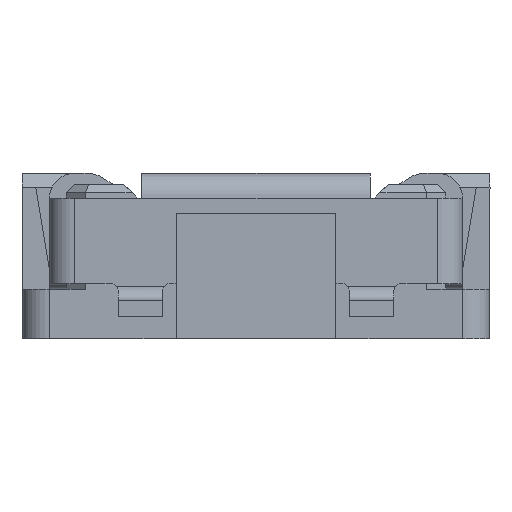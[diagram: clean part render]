
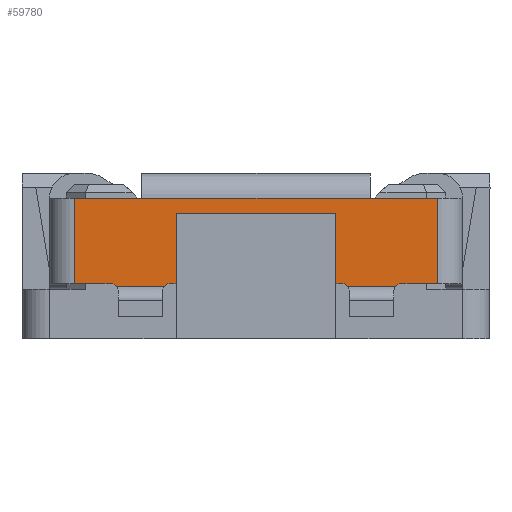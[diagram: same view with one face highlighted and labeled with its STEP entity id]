
A CAD part, left-side view. The second image highlights one B-rep face of the part: STEP entity #59780.
In plain terms, the highlighted face is planar.
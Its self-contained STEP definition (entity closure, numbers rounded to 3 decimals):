
#58230=CARTESIAN_POINT('',(3.205,-0.49,
4.015));
#58240=DIRECTION('',(0.,0.,1.));
#58250=DIRECTION('',(0.,1.,0.));
#58260=AXIS2_PLACEMENT_3D('',#58230,#58240,#58250);
#58270=PLANE('',#58260);
#58280=CARTESIAN_POINT('',(2.79,-0.445,
4.015));
#58290=DIRECTION('',(-1.,0.,0.));
#58300=VECTOR('',#58290,1.);
#58310=LINE('',#58280,#58300);
#58320=CARTESIAN_POINT('',(3.08,-0.445,
4.015));
#58330=VERTEX_POINT('',#58320);
#58340=CARTESIAN_POINT('',(2.5,-0.445,
4.015));
#58350=VERTEX_POINT('',#58340);
#58360=EDGE_CURVE('',#58330,#58350,#58310,.T.);
#58370=ORIENTED_EDGE('',*,*,#58360,.F.);
#58380=CARTESIAN_POINT('',(2.5,-0.3,4.015));
#58390=DIRECTION('',(0.,-1.,0.));
#58400=VECTOR('',#58390,1.);
#58410=LINE('',#58380,#58400);
#58420=CARTESIAN_POINT('',(2.5,-0.22,
4.015));
#58430=VERTEX_POINT('',#58420);
#58440=EDGE_CURVE('',#58430,#58350,#58410,.T.);
#58450=ORIENTED_EDGE('',*,*,#58440,.T.);
#58460=CARTESIAN_POINT('',(2.655,-0.22,
4.015));
#58470=DIRECTION('',(1.,0.,0.));
#58480=VECTOR('',#58470,1.);
#58490=LINE('',#58460,#58480);
#58500=CARTESIAN_POINT('',(2.48,-0.22,
4.015));
#58510=VERTEX_POINT('',#58500);
#58520=EDGE_CURVE('',#58510,#58430,#58490,.T.);
#58530=ORIENTED_EDGE('',*,*,#58520,.T.);
#58540=CARTESIAN_POINT('',(2.48,-0.19,
4.015));
#58550=DIRECTION('',(0.,0.,1.));
#58560=DIRECTION('',(-1.,0.,0.));
#58570=AXIS2_PLACEMENT_3D('',#58540,#58550,#58560);
#58580=CIRCLE('',#58570,0.03);
#58590=CARTESIAN_POINT('',(2.458,-0.21,
4.015));
#58600=VERTEX_POINT('',#58590);
#58610=EDGE_CURVE('',#58600,#58510,#58580,.T.);
#58620=ORIENTED_EDGE('',*,*,#58610,.T.);
#58630=CARTESIAN_POINT('',(2.235,-0.21,
4.015));
#58640=DIRECTION('',(1.,0.,0.));
#58650=VECTOR('',#58640,1.);
#58660=LINE('',#58630,#58650);
#58670=CARTESIAN_POINT('',(2.282,-0.21,
4.015));
#58680=VERTEX_POINT('',#58670);
#58690=EDGE_CURVE('',#58680,#58600,#58660,.T.);
#58700=ORIENTED_EDGE('',*,*,#58690,.T.);
#58710=CARTESIAN_POINT('',(2.26,-0.19,
4.015));
#58720=DIRECTION('',(0.,0.,1.));
#58730=DIRECTION('',(-1.,0.,0.));
#58740=AXIS2_PLACEMENT_3D('',#58710,#58720,#58730);
#58750=CIRCLE('',#58740,0.03);
#58760=CARTESIAN_POINT('',(2.26,-0.22,
4.015));
#58770=VERTEX_POINT('',#58760);
#58780=EDGE_CURVE('',#58770,#58680,#58750,.T.);
#58790=ORIENTED_EDGE('',*,*,#58780,.T.);
#58800=CARTESIAN_POINT('',(2.655,-0.22,
4.015));
#58810=DIRECTION('',(1.,0.,0.));
#58820=VECTOR('',#58810,1.);
#58830=LINE('',#58800,#58820);
#58840=CARTESIAN_POINT('',(2.13,-0.22,
4.015));
#58850=VERTEX_POINT('',#58840);
#58860=EDGE_CURVE('',#58850,#58770,#58830,.T.);
#58870=ORIENTED_EDGE('',*,*,#58860,.T.);
#58880=CARTESIAN_POINT('',(2.13,-0.19,
4.015));
#58890=DIRECTION('',(0.,-1.,0.));
#58900=VECTOR('',#58890,1.);
#58910=LINE('',#58880,#58900);
#58920=CARTESIAN_POINT('',(2.13,-0.53,
4.015));
#58930=VERTEX_POINT('',#58920);
#58940=EDGE_CURVE('',#58850,#58930,#58910,.T.);
#58950=ORIENTED_EDGE('',*,*,#58940,.F.);
#58960=CARTESIAN_POINT('',(2.655,-0.53,
4.015));
#58970=DIRECTION('',(1.,0.,0.));
#58980=VECTOR('',#58970,1.);
#58990=LINE('',#58960,#58980);
#59000=CARTESIAN_POINT('',(2.375,-0.53,
4.015));
#59010=VERTEX_POINT('',#59000);
#59020=EDGE_CURVE('',#58930,#59010,#58990,.T.);
#59030=ORIENTED_EDGE('',*,*,#59020,.F.);
#59040=CARTESIAN_POINT('',(3.205,-0.53,
4.015));
#59050=DIRECTION('',(-1.,0.,0.));
#59060=VECTOR('',#59050,1.);
#59070=LINE('',#59040,#59060);
#59080=CARTESIAN_POINT('',(3.205,-0.53,
4.015));
#59090=VERTEX_POINT('',#59080);
#59100=EDGE_CURVE('',#59090,#59010,#59070,.T.);
#59110=ORIENTED_EDGE('',*,*,#59100,.T.);
#59120=CARTESIAN_POINT('',(2.875,-0.53,
4.015));
#59130=DIRECTION('',(1.,0.,0.));
#59140=VECTOR('',#59130,1.);
#59150=LINE('',#59120,#59140);
#59160=CARTESIAN_POINT('',(3.45,-0.53,
4.015));
#59170=VERTEX_POINT('',#59160);
#59180=EDGE_CURVE('',#59090,#59170,#59150,.T.);
#59190=ORIENTED_EDGE('',*,*,#59180,.F.);
#59200=CARTESIAN_POINT('',(3.45,-0.17,
4.015));
#59210=DIRECTION('',(0.,1.,0.));
#59220=VECTOR('',#59210,1.);
#59230=LINE('',#59200,#59220);
#59240=CARTESIAN_POINT('',(3.45,-0.22,
4.015));
#59250=VERTEX_POINT('',#59240);
#59260=EDGE_CURVE('',#59170,#59250,#59230,.T.);
#59270=ORIENTED_EDGE('',*,*,#59260,.F.);
#59280=CARTESIAN_POINT('',(2.655,-0.22,
4.015));
#59290=DIRECTION('',(1.,0.,0.));
#59300=VECTOR('',#59290,1.);
#59310=LINE('',#59280,#59300);
#59320=CARTESIAN_POINT('',(3.32,-0.22,
4.015));
#59330=VERTEX_POINT('',#59320);
#59340=EDGE_CURVE('',#59330,#59250,#59310,.T.);
#59350=ORIENTED_EDGE('',*,*,#59340,.T.);
#59360=CARTESIAN_POINT('',(3.32,-0.19,
4.015));
#59370=DIRECTION('',(0.,0.,1.));
#59380=DIRECTION('',(-1.,0.,0.));
#59390=AXIS2_PLACEMENT_3D('',#59360,#59370,#59380);
#59400=CIRCLE('',#59390,0.03);
#59410=CARTESIAN_POINT('',(3.298,-0.21,
4.015));
#59420=VERTEX_POINT('',#59410);
#59430=EDGE_CURVE('',#59420,#59330,#59400,.T.);
#59440=ORIENTED_EDGE('',*,*,#59430,.T.);
#59450=CARTESIAN_POINT('',(3.035,-0.21,
4.015));
#59460=DIRECTION('',(1.,0.,0.));
#59470=VECTOR('',#59460,1.);
#59480=LINE('',#59450,#59470);
#59490=CARTESIAN_POINT('',(3.122,-0.21,
4.015));
#59500=VERTEX_POINT('',#59490);
#59510=EDGE_CURVE('',#59500,#59420,#59480,.T.);
#59520=ORIENTED_EDGE('',*,*,#59510,.T.);
#59530=CARTESIAN_POINT('',(3.1,-0.19,
4.015));
#59540=DIRECTION('',(0.,0.,-1.));
#59550=DIRECTION('',(1.,0.,0.));
#59560=AXIS2_PLACEMENT_3D('',#59530,#59540,#59550);
#59570=CIRCLE('',#59560,0.03);
#59580=CARTESIAN_POINT('',(3.1,-0.22,
4.015));
#59590=VERTEX_POINT('',#59580);
#59600=EDGE_CURVE('',#59500,#59590,#59570,.T.);
#59610=ORIENTED_EDGE('',*,*,#59600,.F.);
#59620=CARTESIAN_POINT('',(2.655,-0.22,
4.015));
#59630=DIRECTION('',(1.,0.,0.));
#59640=VECTOR('',#59630,1.);
#59650=LINE('',#59620,#59640);
#59660=CARTESIAN_POINT('',(3.08,-0.22,
4.015));
#59670=VERTEX_POINT('',#59660);
#59680=EDGE_CURVE('',#59670,#59590,#59650,.T.);
#59690=ORIENTED_EDGE('',*,*,#59680,.T.);
#59700=CARTESIAN_POINT('',(3.08,-0.32,4.015));
#59710=DIRECTION('',(0.,-1.,0.));
#59720=VECTOR('',#59710,1.);
#59730=LINE('',#59700,#59720);
#59740=EDGE_CURVE('',#59670,#58330,#59730,.T.);
#59750=ORIENTED_EDGE('',*,*,#59740,.F.);
#59760=EDGE_LOOP('',(#59750,#59690,#59610,#59520,#59440,#59350,#59270,
#59190,#59110,#59030,#58950,#58870,#58790,#58700,#58620,#58530,#58450,
#58370));
#59770=FACE_OUTER_BOUND('',#59760,.T.);
#59780=ADVANCED_FACE('',(#59770),#58270,.F.);
